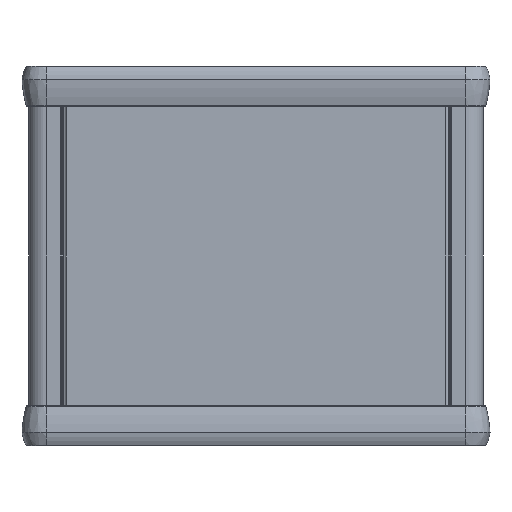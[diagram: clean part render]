
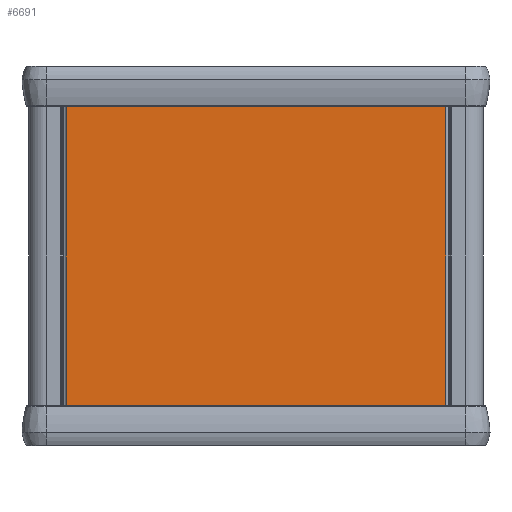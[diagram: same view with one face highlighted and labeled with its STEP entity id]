
A CAD part, front view. The second image highlights one B-rep face of the part: STEP entity #6691.
In plain terms, the highlighted planar face has unit normal (0, -1, 0).
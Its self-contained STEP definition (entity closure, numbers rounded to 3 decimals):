
#244=PLANE('',#7491);
#522=FACE_OUTER_BOUND('',#886,.T.);
#886=EDGE_LOOP('',(#5618,#5619,#5620,#5621));
#1419=LINE('',#11289,#1963);
#1447=LINE('',#11366,#1991);
#1448=LINE('',#11369,#1992);
#1449=LINE('',#11370,#1993);
#1963=VECTOR('',#9160,10.);
#1991=VECTOR('',#9244,10.);
#1992=VECTOR('',#9247,10.);
#1993=VECTOR('',#9248,10.);
#3033=VERTEX_POINT('',#11286);
#3034=VERTEX_POINT('',#11288);
#3055=VERTEX_POINT('',#11364);
#3056=VERTEX_POINT('',#11368);
#3909=EDGE_CURVE('',#3034,#3033,#1419,.T.);
#3948=EDGE_CURVE('',#3055,#3033,#1447,.T.);
#3949=EDGE_CURVE('',#3055,#3056,#1448,.T.);
#3950=EDGE_CURVE('',#3056,#3034,#1449,.T.);
#5618=ORIENTED_EDGE('',*,*,#3949,.T.);
#5619=ORIENTED_EDGE('',*,*,#3950,.T.);
#5620=ORIENTED_EDGE('',*,*,#3909,.T.);
#5621=ORIENTED_EDGE('',*,*,#3948,.F.);
#6691=ADVANCED_FACE('',(#522),#244,.T.);
#7491=AXIS2_PLACEMENT_3D('',#11367,#9245,#9246);
#9160=DIRECTION('',(1.,0.,0.));
#9244=DIRECTION('',(0.,0.,-1.));
#9245=DIRECTION('center_axis',(0.,-1.,0.));
#9246=DIRECTION('ref_axis',(0.,0.,-1.));
#9247=DIRECTION('',(-1.,0.,0.));
#9248=DIRECTION('',(0.,0.,-1.));
#11286=CARTESIAN_POINT('',(43.015,0.,-40.));
#11288=CARTESIAN_POINT('',(-43.015,0.,-40.));
#11289=CARTESIAN_POINT('',(43.015,0.,-40.));
#11364=CARTESIAN_POINT('',(43.015,0.,40.));
#11366=CARTESIAN_POINT('',(43.015,0.,0.));
#11367=CARTESIAN_POINT('Origin',(43.015,0.,0.));
#11368=CARTESIAN_POINT('',(-43.015,0.,40.));
#11369=CARTESIAN_POINT('',(43.015,0.,40.));
#11370=CARTESIAN_POINT('',(-43.015,0.,0.));
